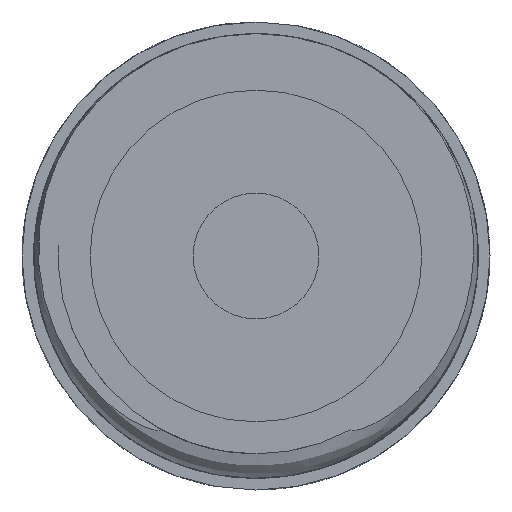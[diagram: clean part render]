
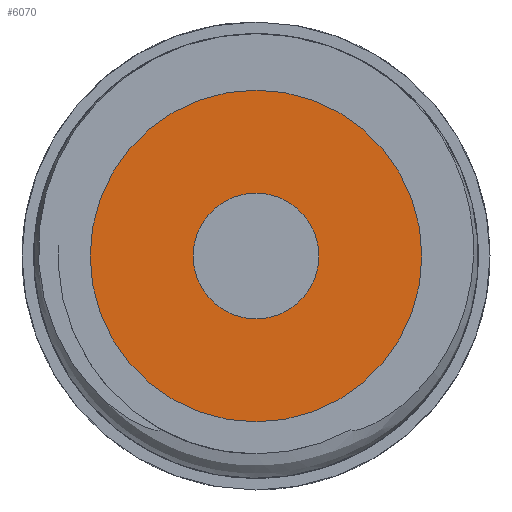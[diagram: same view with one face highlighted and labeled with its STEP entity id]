
A CAD part, left-side view. The second image highlights one B-rep face of the part: STEP entity #6070.
In plain terms, the highlighted planar face has unit normal (-1, 0, 0).
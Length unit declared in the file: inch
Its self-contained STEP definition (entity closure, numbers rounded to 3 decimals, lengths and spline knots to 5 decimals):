
#3 = ORIENTED_EDGE ( 'NONE', *, *, #338, .T. ) ;
#26 = CARTESIAN_POINT ( 'NONE',  ( 0.25, 0., 0.1425 ) ) ;
#78 = VERTEX_POINT ( 'NONE', #5983 ) ;
#180 = CARTESIAN_POINT ( 'NONE',  ( 0.25, 0., 0. ) ) ;
#338 = EDGE_CURVE ( 'NONE', #78, #4119, #3017, .T. ) ;
#406 = DIRECTION ( 'NONE',  ( 1., 0., 0. ) ) ;
#563 = EDGE_CURVE ( 'NONE', #6338, #4990, #5238, .T. ) ;
#635 = AXIS2_PLACEMENT_3D ( 'NONE', #994, #3054, #4136 ) ;
#671 = AXIS2_PLACEMENT_3D ( 'NONE', #2419, #1370, #4384 ) ;
#751 = DIRECTION ( 'NONE',  ( 1., 0., 0. ) ) ;
#900 = CARTESIAN_POINT ( 'NONE',  ( 0.25, 0., -0.1425 ) ) ;
#979 = AXIS2_PLACEMENT_3D ( 'NONE', #3087, #990, #2540 ) ;
#990 = DIRECTION ( 'NONE',  ( 1., 0., 0. ) ) ;
#994 = CARTESIAN_POINT ( 'NONE',  ( 0.25, 0., 0. ) ) ;
#1231 = CIRCLE ( 'NONE', #6737, 0.1425 ) ;
#1370 = DIRECTION ( 'NONE',  ( 1., 0., 0. ) ) ;
#1908 = ORIENTED_EDGE ( 'NONE', *, *, #4484, .T. ) ;
#2084 = DIRECTION ( 'NONE',  ( 0., 0., -1. ) ) ;
#2258 = FACE_BOUND ( 'NONE', #2770, .T. ) ;
#2419 = CARTESIAN_POINT ( 'NONE',  ( 0.25, 0., 0. ) ) ;
#2540 = DIRECTION ( 'NONE',  ( 0., 0., -1. ) ) ;
#2698 = AXIS2_PLACEMENT_3D ( 'NONE', #6671, #406, #4694 ) ;
#2738 = EDGE_LOOP ( 'NONE', ( #5682, #5781 ) ) ;
#2770 = EDGE_LOOP ( 'NONE', ( #3, #1908 ) ) ;
#3017 = CIRCLE ( 'NONE', #2698, 0.054 ) ;
#3054 = DIRECTION ( 'NONE',  ( 1., 0., 0. ) ) ;
#3087 = CARTESIAN_POINT ( 'NONE',  ( 0.25, 0., 0. ) ) ;
#4119 = VERTEX_POINT ( 'NONE', #4775 ) ;
#4136 = DIRECTION ( 'NONE',  ( 0., 0., -1. ) ) ;
#4384 = DIRECTION ( 'NONE',  ( 0., 0., -1. ) ) ;
#4484 = EDGE_CURVE ( 'NONE', #4119, #78, #5136, .T. ) ;
#4694 = DIRECTION ( 'NONE',  ( 0., 0., -1. ) ) ;
#4775 = CARTESIAN_POINT ( 'NONE',  ( 0.25, 0., -0.054 ) ) ;
#4990 = VERTEX_POINT ( 'NONE', #26 ) ;
#5012 = EDGE_CURVE ( 'NONE', #4990, #6338, #1231, .T. ) ;
#5136 = CIRCLE ( 'NONE', #979, 0.054 ) ;
#5238 = CIRCLE ( 'NONE', #635, 0.1425 ) ;
#5682 = ORIENTED_EDGE ( 'NONE', *, *, #5012, .F. ) ;
#5781 = ORIENTED_EDGE ( 'NONE', *, *, #563, .F. ) ;
#5983 = CARTESIAN_POINT ( 'NONE',  ( 0.25, 0., 0.054 ) ) ;
#6062 = FACE_OUTER_BOUND ( 'NONE', #2738, .T. ) ;
#6070 = ADVANCED_FACE ( 'NONE', ( #2258, #6062 ), #6511, .F. ) ;
#6338 = VERTEX_POINT ( 'NONE', #900 ) ;
#6511 = PLANE ( 'NONE',  #671 ) ;
#6671 = CARTESIAN_POINT ( 'NONE',  ( 0.25, 0., 0. ) ) ;
#6737 = AXIS2_PLACEMENT_3D ( 'NONE', #180, #751, #2084 ) ;
